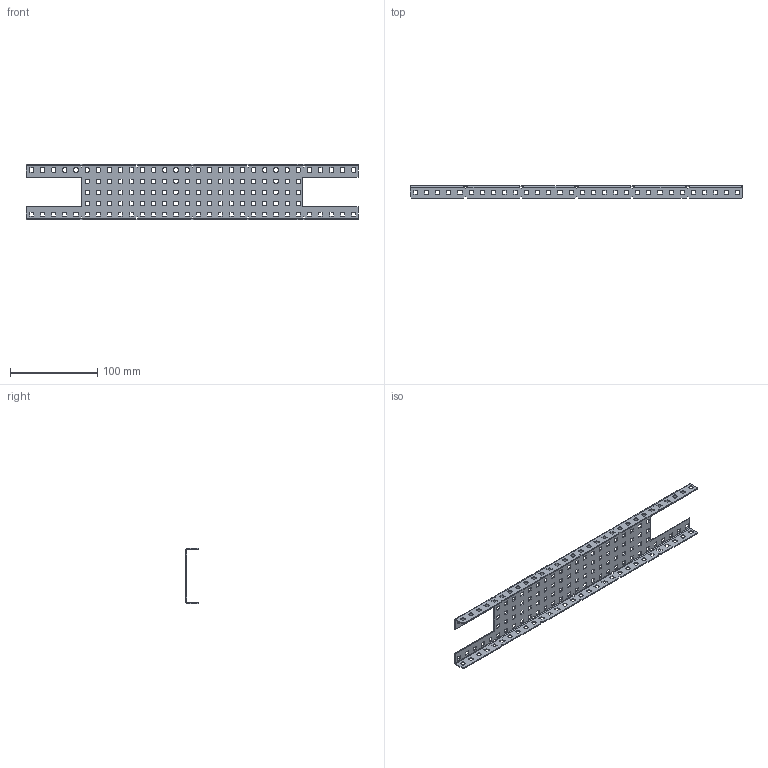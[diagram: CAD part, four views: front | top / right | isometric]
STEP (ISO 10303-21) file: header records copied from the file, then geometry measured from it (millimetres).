
FILE_DESCRIPTION(/* description */ (''),/* implementation_level */ '2;1');
FILE_NAME(/* name */ 'Aluminum C-Channel 1x5x1x30_elevator mod.ipt.step',/* time_stamp */ '2020-04-16T23:01:14-04:00',/* author */ ('Jordan'),/* organization */ (''),/* preprocessor_version */ 'ST-DEVELOPER v17',/* originating_system */ 'Autodesk Inventor 2019',/* authorisation */ '');
FILE_SCHEMA (('AUTOMOTIVE_DESIGN { 1 0 10303 214 3 1 1 }'));
Products named in the file (1): Aluminum C-Channel 1x5x1x30_elevator mod
Bounding box: 379.48 x 13.87 x 63.5 mm (x, y, z)
Volume: 29167.2 mm3; surface area: 55201.8 mm2
Topology: 1 solids, 1 shells, 1606 faces, 7158 edges, 7627 vertices
Faces by surface type: plane 818, cylinder 744, bspline 44
Entity records: 71451 total; most frequent: CARTESIAN_POINT 17084, DIRECTION 11752, ORIENTED_EDGE 9640, EDGE_CURVE 4820, AXIS2_PLACEMENT_3D 4232, LINE 3288, VECTOR 3288, VERTEX_POINT 3196
